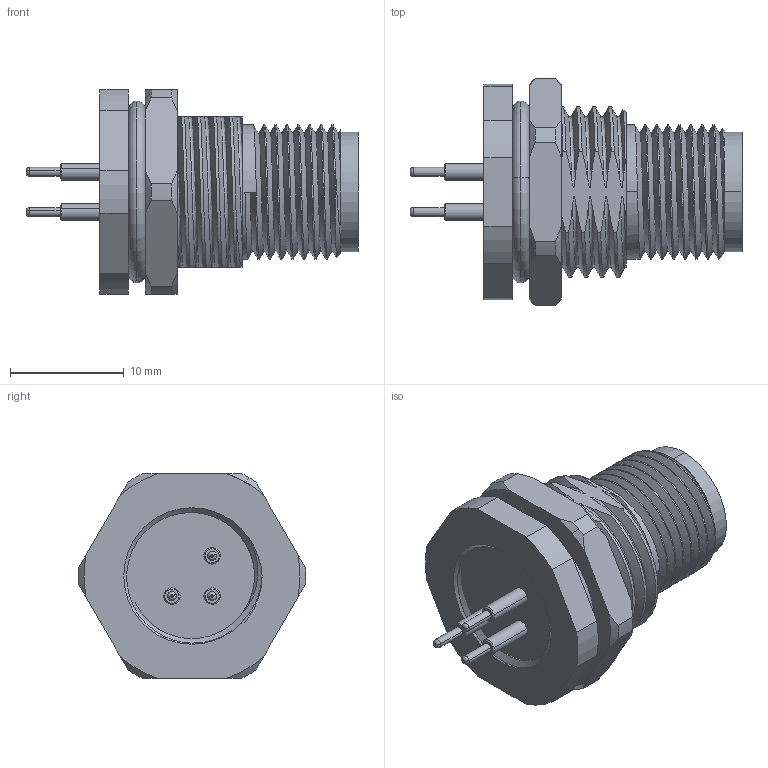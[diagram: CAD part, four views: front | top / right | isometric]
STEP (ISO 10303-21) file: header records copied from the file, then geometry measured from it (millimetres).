
FILE_DESCRIPTION (( 'STEP AP203' ), '1' );
FILE_NAME ('54-00215.STEP', '2020-10-15T17:17:33', ( '' ), ( '' ), 'SwSTEP 2.0', 'SolidWorks 2015', '' );
FILE_SCHEMA (( 'CONFIG_CONTROL_DESIGN' ));
Length unit declared in the file: millimetre
Products named in the file (6): 54-00215-03___; 54-00215; 54-00215-01___; 54-00215-04___; 54-00215-02; 54-00215-05___
Assembly tree (7 placements, depth 2):
  54-00215
    54-00215-01___
    54-00215-02
    54-00215-03___  x3
    54-00215-05___
    54-00215-04___
Bounding box: 29.2 x 19.99 x 18 mm (x, y, z)
Volume: 2927 mm3; surface area: 5158.6 mm2
Topology: 7 solids, 7 shells, 309 faces, 772 edges, 498 vertices
Faces by surface type: cylinder 121, plane 70, cone 45, bspline 45, torus 28
Entity records: 22532 total; most frequent: CARTESIAN_POINT 16205, ORIENTED_EDGE 1328, DIRECTION 1034, EDGE_CURVE 664, VERTEX_POINT 434, AXIS2_PLACEMENT_3D 409, EDGE_LOOP 278, ADVANCED_FACE 253
